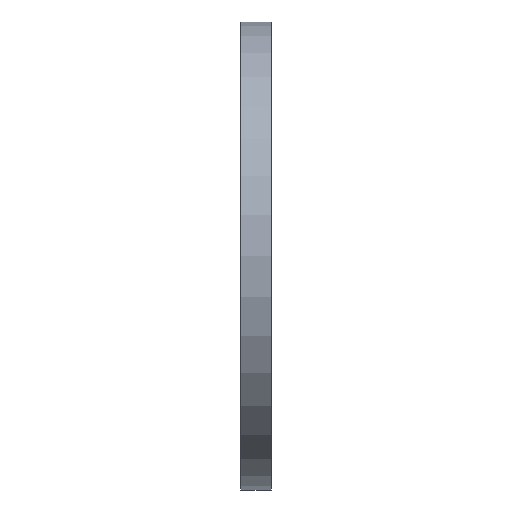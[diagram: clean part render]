
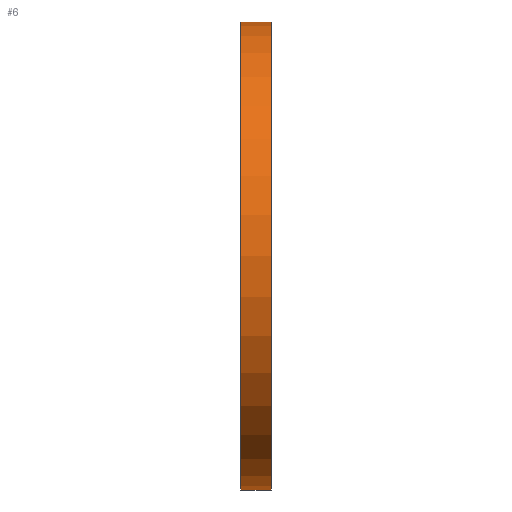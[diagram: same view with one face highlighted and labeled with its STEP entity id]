
A CAD part, left-side view. The second image highlights one B-rep face of the part: STEP entity #6.
In plain terms, the highlighted cylindrical face has radius 357.5 mm (diameter 715 mm), a partial arc.
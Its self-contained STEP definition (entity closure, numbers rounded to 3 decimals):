
#6 = ADVANCED_FACE ( 'NONE', ( #730 ), #52, .T. ) ;
#28 = CARTESIAN_POINT ( 'NONE',  ( 0., 34.695, -357.5 ) ) ;
#29 = DIRECTION ( 'NONE',  ( 0., 0., 1. ) ) ;
#52 = CYLINDRICAL_SURFACE ( 'NONE', #855, 357.5 ) ;
#75 = ORIENTED_EDGE ( 'NONE', *, *, #1021, .T. ) ;
#110 = DIRECTION ( 'NONE',  ( 0., 1., 0. ) ) ;
#134 = CARTESIAN_POINT ( 'NONE',  ( 0., 34.695, 357.5 ) ) ;
#310 = EDGE_LOOP ( 'NONE', ( #1468, #449, #75, #1584 ) ) ;
#325 = DIRECTION ( 'NONE',  ( 0., 1., 0. ) ) ;
#367 = CARTESIAN_POINT ( 'NONE',  ( 0., 0., -357.5 ) ) ;
#368 = AXIS2_PLACEMENT_3D ( 'NONE', #682, #932, #662 ) ;
#405 = CARTESIAN_POINT ( 'NONE',  ( 0., 0., 0. ) ) ;
#449 = ORIENTED_EDGE ( 'NONE', *, *, #959, .T. ) ;
#547 = EDGE_CURVE ( 'NONE', #1373, #812, #1307, .T. ) ;
#565 = DIRECTION ( 'NONE',  ( 0., 1., 0. ) ) ;
#651 = CIRCLE ( 'NONE', #751, 357.5 ) ;
#662 = DIRECTION ( 'NONE',  ( 0., 0., 1. ) ) ;
#682 = CARTESIAN_POINT ( 'NONE',  ( 0., 46., 0. ) ) ;
#730 = FACE_OUTER_BOUND ( 'NONE', #310, .T. ) ;
#751 = AXIS2_PLACEMENT_3D ( 'NONE', #405, #565, #29 ) ;
#765 = CARTESIAN_POINT ( 'NONE',  ( 0., 0., 357.5 ) ) ;
#787 = CARTESIAN_POINT ( 'NONE',  ( 0., 46., -357.5 ) ) ;
#812 = VERTEX_POINT ( 'NONE', #1158 ) ;
#823 = VERTEX_POINT ( 'NONE', #765 ) ;
#830 = DIRECTION ( 'NONE',  ( 0., 1., 0. ) ) ;
#831 = VECTOR ( 'NONE', #110, 1000. ) ;
#855 = AXIS2_PLACEMENT_3D ( 'NONE', #1120, #325, #992 ) ;
#865 = VERTEX_POINT ( 'NONE', #367 ) ;
#932 = DIRECTION ( 'NONE',  ( 0., 1., 0. ) ) ;
#959 = EDGE_CURVE ( 'NONE', #865, #823, #651, .T. ) ;
#992 = DIRECTION ( 'NONE',  ( 0., 0., 1. ) ) ;
#1021 = EDGE_CURVE ( 'NONE', #823, #812, #1042, .T. ) ;
#1040 = VECTOR ( 'NONE', #830, 1000. ) ;
#1042 = LINE ( 'NONE', #134, #831 ) ;
#1120 = CARTESIAN_POINT ( 'NONE',  ( 0., 34.695, 0. ) ) ;
#1158 = CARTESIAN_POINT ( 'NONE',  ( 0., 46., 357.5 ) ) ;
#1223 = EDGE_CURVE ( 'NONE', #865, #1373, #1512, .T. ) ;
#1307 = CIRCLE ( 'NONE', #368, 357.5 ) ;
#1373 = VERTEX_POINT ( 'NONE', #787 ) ;
#1468 = ORIENTED_EDGE ( 'NONE', *, *, #1223, .F. ) ;
#1512 = LINE ( 'NONE', #28, #1040 ) ;
#1584 = ORIENTED_EDGE ( 'NONE', *, *, #547, .F. ) ;
